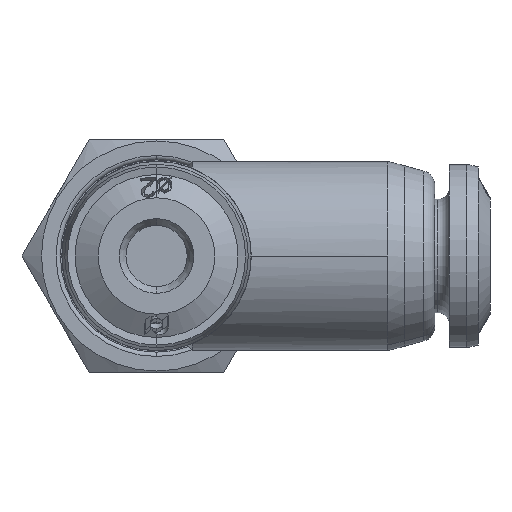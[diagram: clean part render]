
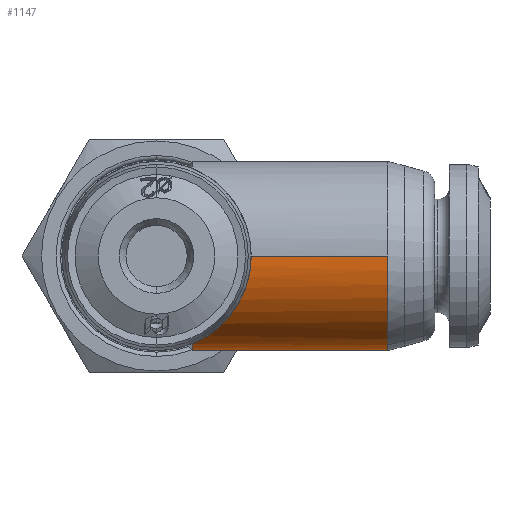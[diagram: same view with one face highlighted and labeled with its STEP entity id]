
A CAD part, left-side view. The second image highlights one B-rep face of the part: STEP entity #1147.
In plain terms, the highlighted cylindrical face has radius 3.25 mm (diameter 6.5 mm), a partial arc.
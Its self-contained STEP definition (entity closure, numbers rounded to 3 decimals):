
#178 = AXIS2_PLACEMENT_3D ( 'NONE', #14252, #14253, #14261 ) ;
#571 = ORIENTED_EDGE ( 'NONE', *, *, #13311, .F. ) ;
#572 = ORIENTED_EDGE ( 'NONE', *, *, #9753, .T. ) ;
#573 = ORIENTED_EDGE ( 'NONE', *, *, #9736, .T. ) ;
#574 = ORIENTED_EDGE ( 'NONE', *, *, #13318, .T. ) ;
#575 = ORIENTED_EDGE ( 'NONE', *, *, #15122, .F. ) ;
#576 = ORIENTED_EDGE ( 'NONE', *, *, #15106, .T. ) ;
#577 = ORIENTED_EDGE ( 'NONE', *, *, #15098, .F. ) ;
#1147 = ADVANCED_FACE ( 'NONE', ( #13316 ), #13329, .T. ) ;
#1642 = CARTESIAN_POINT ( 'NONE',  ( -1.22, -1.22, -3.013 ) ) ;
#1762 = CARTESIAN_POINT ( 'NONE',  ( -3.25, -3.25, 0. ) ) ;
#1771 = CARTESIAN_POINT ( 'NONE',  ( 3.25, -7.94, 0. ) ) ;
#1775 = CARTESIAN_POINT ( 'NONE',  ( -3.25, -7.94, 0. ) ) ;
#1776 = CARTESIAN_POINT ( 'NONE',  ( 3.25, -3.25, 0. ) ) ;
#1882 = CARTESIAN_POINT ( 'NONE',  ( 0., -7.94, 0. ) ) ;
#1883 = DIRECTION ( 'NONE',  ( 0., 1., 0. ) ) ;
#1884 = DIRECTION ( 'NONE',  ( -1., 0., 0. ) ) ;
#1928 = CARTESIAN_POINT ( 'NONE',  ( 0., -7.94, 0. ) ) ;
#1929 = DIRECTION ( 'NONE',  ( 0., 1., 0. ) ) ;
#1930 = DIRECTION ( 'NONE',  ( -1., 0., 0. ) ) ;
#2253 =( BOUNDED_CURVE ( )  B_SPLINE_CURVE ( 3, ( #7823, #7824, #7829, #7830 ),
 .UNSPECIFIED., .F., .F. ) 
 B_SPLINE_CURVE_WITH_KNOTS ( ( 4, 4 ),
 ( 0., 1.186 ),
 .UNSPECIFIED. ) 
 CURVE ( )  GEOMETRIC_REPRESENTATION_ITEM ( )  RATIONAL_B_SPLINE_CURVE ( ( 1., 0.886, 0.886, 1. ) ) 
 REPRESENTATION_ITEM ( '' )  );
#2275 =( BOUNDED_CURVE ( )  B_SPLINE_CURVE ( 3, ( #7959, #7960, #7965, #7966 ),
 .UNSPECIFIED., .F., .F. ) 
 B_SPLINE_CURVE_WITH_KNOTS ( ( 4, 4 ),
 ( 1.955, 3.142 ),
 .UNSPECIFIED. ) 
 CURVE ( )  GEOMETRIC_REPRESENTATION_ITEM ( )  RATIONAL_B_SPLINE_CURVE ( ( 1., 0.886, 0.886, 1. ) ) 
 REPRESENTATION_ITEM ( '' )  );
#3718 = AXIS2_PLACEMENT_3D ( 'NONE', #1882, #1883, #1884 ) ;
#3730 = AXIS2_PLACEMENT_3D ( 'NONE', #1928, #1929, #1930 ) ;
#4336 = EDGE_LOOP ( 'NONE', ( #571, #572, #573, #574, #575, #576, #577 ) ) ;
#5372 = VERTEX_POINT ( 'NONE', #1642 ) ;
#6447 = VERTEX_POINT ( 'NONE', #1762 ) ;
#6456 = VERTEX_POINT ( 'NONE', #1771 ) ;
#6460 = VERTEX_POINT ( 'NONE', #1775 ) ;
#6461 = VERTEX_POINT ( 'NONE', #1776 ) ;
#7364 = DIRECTION ( 'NONE',  ( 0., 1., 0. ) ) ;
#7370 = CARTESIAN_POINT ( 'NONE',  ( 3.25, 0., 0. ) ) ;
#7386 = CARTESIAN_POINT ( 'NONE',  ( -3.25, 0., 0. ) ) ;
#7387 = DIRECTION ( 'NONE',  ( 0., 1., 0. ) ) ;
#7394 = CARTESIAN_POINT ( 'NONE',  ( -1.084, -7.94, -3.064 ) ) ;
#7465 = CARTESIAN_POINT ( 'NONE',  ( 1.22, -1.22, -3.013 ) ) ;
#7823 = CARTESIAN_POINT ( 'NONE',  ( 3.25, -3.25, 0. ) ) ;
#7824 = CARTESIAN_POINT ( 'NONE',  ( 3.25, -3.25, -1.367 ) ) ;
#7829 = CARTESIAN_POINT ( 'NONE',  ( 2.486, -2.486, -2.5 ) ) ;
#7830 = CARTESIAN_POINT ( 'NONE',  ( 1.22, -1.22, -3.013 ) ) ;
#7866 = CARTESIAN_POINT ( 'NONE',  ( 0., -1.22, 0. ) ) ;
#7867 = DIRECTION ( 'NONE',  ( 0., -1., 0. ) ) ;
#7868 = DIRECTION ( 'NONE',  ( 0., 0., -1. ) ) ;
#7959 = CARTESIAN_POINT ( 'NONE',  ( -1.22, -1.22, -3.013 ) ) ;
#7960 = CARTESIAN_POINT ( 'NONE',  ( -2.486, -2.486, -2.5 ) ) ;
#7965 = CARTESIAN_POINT ( 'NONE',  ( -3.25, -3.25, -1.367 ) ) ;
#7966 = CARTESIAN_POINT ( 'NONE',  ( -3.25, -3.25, 0. ) ) ;
#8467 = LINE ( 'NONE', #7370, #8474 ) ;
#8474 = VECTOR ( 'NONE', #7364, 1000. ) ;
#8477 = LINE ( 'NONE', #7386, #8479 ) ;
#8479 = VECTOR ( 'NONE', #7387, 1000. ) ;
#8527 = CIRCLE ( 'NONE', #15083, 3.25 ) ;
#9736 = EDGE_CURVE ( 'NONE', #13339, #6460, #11916, .T. ) ;
#9753 = EDGE_CURVE ( 'NONE', #6456, #13339, #11934, .T. ) ;
#11916 = CIRCLE ( 'NONE', #3718, 3.25 ) ;
#11934 = CIRCLE ( 'NONE', #3730, 3.25 ) ;
#13311 = EDGE_CURVE ( 'NONE', #6456, #6461, #8467, .T. ) ;
#13316 = FACE_OUTER_BOUND ( 'NONE', #4336, .T. ) ;
#13318 = EDGE_CURVE ( 'NONE', #6460, #6447, #8477, .T. ) ;
#13329 = CYLINDRICAL_SURFACE ( 'NONE', #178, 3.25 ) ;
#13339 = VERTEX_POINT ( 'NONE', #7394 ) ;
#13403 = VERTEX_POINT ( 'NONE', #7465 ) ;
#14252 = CARTESIAN_POINT ( 'NONE',  ( 0., 0., 0. ) ) ;
#14253 = DIRECTION ( 'NONE',  ( 0., 1., 0. ) ) ;
#14261 = DIRECTION ( 'NONE',  ( -1., 0., 0. ) ) ;
#15083 = AXIS2_PLACEMENT_3D ( 'NONE', #7866, #7867, #7868 ) ;
#15098 = EDGE_CURVE ( 'NONE', #6461, #13403, #2253, .T. ) ;
#15106 = EDGE_CURVE ( 'NONE', #5372, #13403, #8527, .T. ) ;
#15122 = EDGE_CURVE ( 'NONE', #5372, #6447, #2275, .T. ) ;
